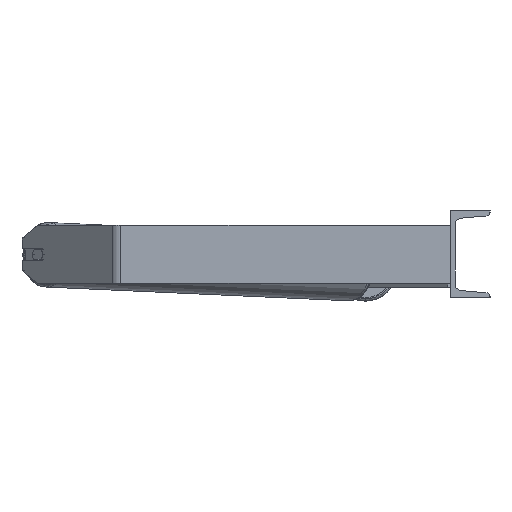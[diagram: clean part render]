
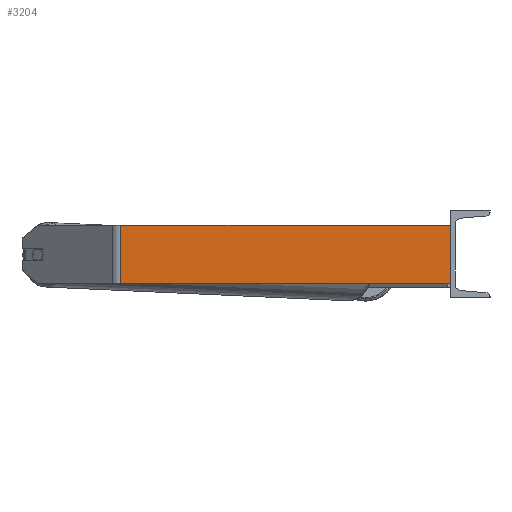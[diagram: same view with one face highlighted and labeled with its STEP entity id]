
A CAD part, left-side view. The second image highlights one B-rep face of the part: STEP entity #3204.
In plain terms, the highlighted planar face has unit normal (-1, 0, 0).
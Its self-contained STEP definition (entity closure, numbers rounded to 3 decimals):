
#102 = EDGE_CURVE ( 'NONE', #4468, #3197, #4281, .T. ) ;
#168 = DIRECTION ( 'NONE',  ( 0., -1., 0. ) ) ;
#348 = VERTEX_POINT ( 'NONE', #8640 ) ;
#563 = CARTESIAN_POINT ( 'NONE',  ( -885., 460.197, 40. ) ) ;
#847 = VECTOR ( 'NONE', #6275, 1000. ) ;
#940 = VECTOR ( 'NONE', #168, 1000. ) ;
#998 = VECTOR ( 'NONE', #6631, 1000. ) ;
#1040 = CARTESIAN_POINT ( 'NONE',  ( -885., 453.57, 40. ) ) ;
#1068 = CARTESIAN_POINT ( 'NONE',  ( -885., 0., 40. ) ) ;
#1195 = CARTESIAN_POINT ( 'NONE',  ( -885., 453.57, -40. ) ) ;
#1374 = DIRECTION ( 'NONE',  ( 1., 0., 0. ) ) ;
#1379 = EDGE_CURVE ( 'NONE', #3197, #348, #4004, .T. ) ;
#1387 = VECTOR ( 'NONE', #2650, 1000. ) ;
#2064 = ORIENTED_EDGE ( 'NONE', *, *, #8572, .T. ) ;
#2073 = AXIS2_PLACEMENT_3D ( 'NONE', #563, #1374, #6279 ) ;
#2145 = CARTESIAN_POINT ( 'NONE',  ( -885., 460.197, 40. ) ) ;
#2603 = LINE ( 'NONE', #5369, #1387 ) ;
#2612 = EDGE_LOOP ( 'NONE', ( #2064, #8189, #2723, #2910 ) ) ;
#2650 = DIRECTION ( 'NONE',  ( 0., 0., -1. ) ) ;
#2723 = ORIENTED_EDGE ( 'NONE', *, *, #102, .F. ) ;
#2759 = CARTESIAN_POINT ( 'NONE',  ( -885., 0., 40. ) ) ;
#2910 = ORIENTED_EDGE ( 'NONE', *, *, #7200, .T. ) ;
#3162 = VERTEX_POINT ( 'NONE', #1195 ) ;
#3197 = VERTEX_POINT ( 'NONE', #2759 ) ;
#3204 = ADVANCED_FACE ( 'NONE', ( #8243 ), #7513, .F. ) ;
#4004 = LINE ( 'NONE', #1068, #998 ) ;
#4281 = LINE ( 'NONE', #2145, #847 ) ;
#4468 = VERTEX_POINT ( 'NONE', #1040 ) ;
#4482 = LINE ( 'NONE', #7274, #940 ) ;
#5369 = CARTESIAN_POINT ( 'NONE',  ( -885., 453.57, 40. ) ) ;
#6275 = DIRECTION ( 'NONE',  ( 0., -1., 0. ) ) ;
#6279 = DIRECTION ( 'NONE',  ( 0., 1., 0. ) ) ;
#6631 = DIRECTION ( 'NONE',  ( 0., 0., -1. ) ) ;
#7200 = EDGE_CURVE ( 'NONE', #4468, #3162, #2603, .T. ) ;
#7274 = CARTESIAN_POINT ( 'NONE',  ( -885., 460.197, -40. ) ) ;
#7513 = PLANE ( 'NONE',  #2073 ) ;
#8189 = ORIENTED_EDGE ( 'NONE', *, *, #1379, .F. ) ;
#8243 = FACE_OUTER_BOUND ( 'NONE', #2612, .T. ) ;
#8572 = EDGE_CURVE ( 'NONE', #3162, #348, #4482, .T. ) ;
#8640 = CARTESIAN_POINT ( 'NONE',  ( -885., 0., -40. ) ) ;
